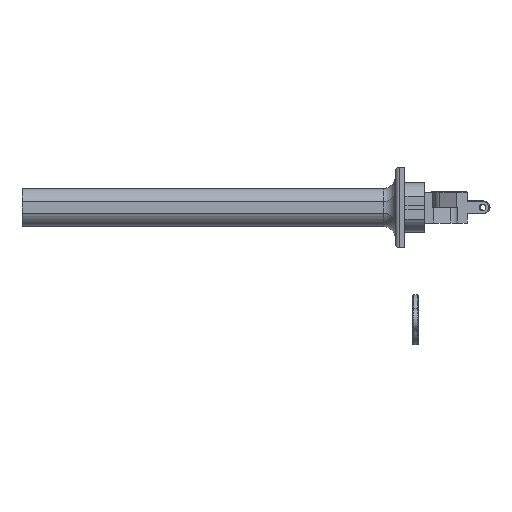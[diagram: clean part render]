
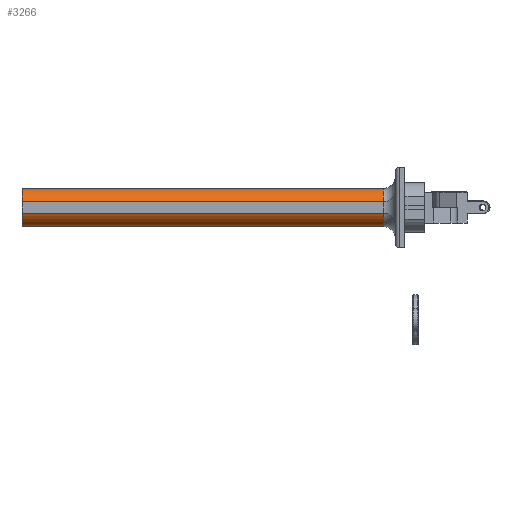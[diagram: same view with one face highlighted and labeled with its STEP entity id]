
A CAD part, left-side view. The second image highlights one B-rep face of the part: STEP entity #3266.
In plain terms, the highlighted cylindrical face has radius 10 mm (diameter 20 mm), a partial arc.
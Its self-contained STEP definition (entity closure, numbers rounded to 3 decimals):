
#185=CIRCLE('',#3471,10.);
#191=CIRCLE('',#3492,10.);
#340=FACE_OUTER_BOUND('',#537,.T.);
#537=EDGE_LOOP('',(#2277,#2278,#2279,#2280));
#782=LINE('',#4857,#1110);
#798=LINE('',#4908,#1126);
#1110=VECTOR('',#3829,10.);
#1126=VECTOR('',#3881,10.);
#1435=VERTEX_POINT('',#4814);
#1436=VERTEX_POINT('',#4831);
#1439=VERTEX_POINT('',#4855);
#1456=VERTEX_POINT('',#4906);
#1743=EDGE_CURVE('',#1436,#1435,#185,.T.);
#1750=EDGE_CURVE('',#1436,#1439,#782,.T.);
#1774=EDGE_CURVE('',#1456,#1439,#191,.T.);
#1775=EDGE_CURVE('',#1456,#1435,#798,.T.);
#2277=ORIENTED_EDGE('',*,*,#1743,.F.);
#2278=ORIENTED_EDGE('',*,*,#1750,.T.);
#2279=ORIENTED_EDGE('',*,*,#1774,.F.);
#2280=ORIENTED_EDGE('',*,*,#1775,.T.);
#3186=CYLINDRICAL_SURFACE('',#3491,10.);
#3266=ADVANCED_FACE('',(#340),#3186,.T.);
#3471=AXIS2_PLACEMENT_3D('',#4832,#3817,#3818);
#3491=AXIS2_PLACEMENT_3D('',#4905,#3877,#3878);
#3492=AXIS2_PLACEMENT_3D('',#4907,#3879,#3880);
#3817=DIRECTION('center_axis',(0.,-1.,0.));
#3818=DIRECTION('ref_axis',(1.,0.,-0.004));
#3829=DIRECTION('',(0.,1.,0.));
#3877=DIRECTION('center_axis',(0.,1.,0.));
#3878=DIRECTION('ref_axis',(1.,0.,-0.004));
#3879=DIRECTION('center_axis',(0.,1.,0.));
#3880=DIRECTION('ref_axis',(-1.,0.,0.));
#3881=DIRECTION('',(0.,-1.,0.));
#4814=CARTESIAN_POINT('',(11.52,11.22,24.033));
#4831=CARTESIAN_POINT('',(11.496,11.22,18.033));
#4832=CARTESIAN_POINT('Origin',(21.047,11.22,20.995));
#4855=CARTESIAN_POINT('',(11.496,200.,18.033));
#4857=CARTESIAN_POINT('',(11.496,5.,18.033));
#4905=CARTESIAN_POINT('Origin',(21.047,5.,20.995));
#4906=CARTESIAN_POINT('',(11.52,200.,24.033));
#4907=CARTESIAN_POINT('Origin',(21.047,200.,20.995));
#4908=CARTESIAN_POINT('',(11.52,5.,24.033));
